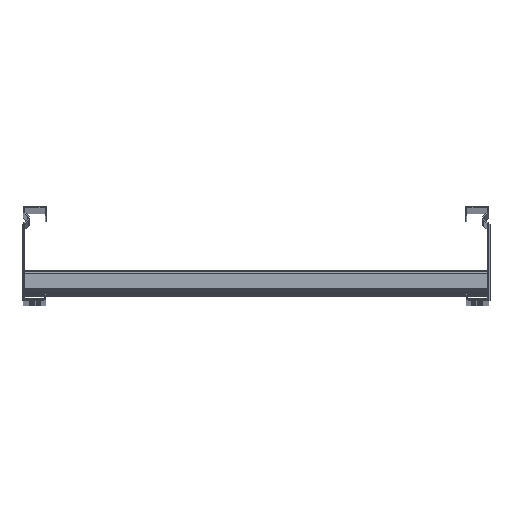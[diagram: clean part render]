
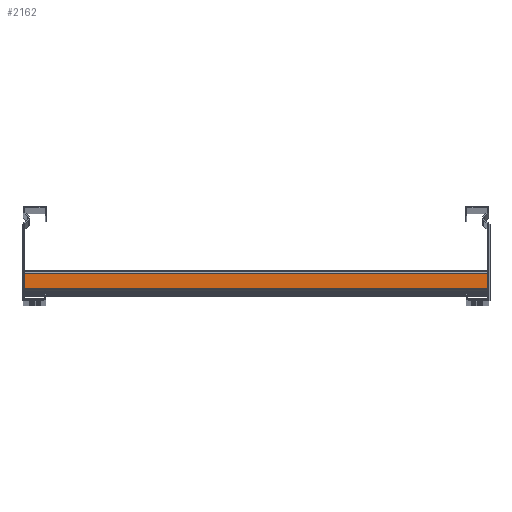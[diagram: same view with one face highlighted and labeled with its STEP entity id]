
A CAD part, top view. The second image highlights one B-rep face of the part: STEP entity #2162.
In plain terms, the highlighted face is planar.
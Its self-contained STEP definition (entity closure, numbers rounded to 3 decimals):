
#511 = CARTESIAN_POINT ( 'NONE',  ( 18., 2.5, -199. ) ) ;
#633 = CARTESIAN_POINT ( 'NONE',  ( 18., 2.5, 199. ) ) ;
#925 = LINE ( 'NONE', #13958, #11951 ) ;
#1594 = ORIENTED_EDGE ( 'NONE', *, *, #7068, .T. ) ;
#2162 = ADVANCED_FACE ( 'NONE', ( #6623 ), #9424, .T. ) ;
#3161 = DIRECTION ( 'NONE',  ( 0., -1., 0. ) ) ;
#3330 = EDGE_CURVE ( 'NONE', #17038, #13225, #3861, .T. ) ;
#3861 = LINE ( 'NONE', #14163, #19767 ) ;
#4402 = DIRECTION ( 'NONE',  ( 1., 0., 0. ) ) ;
#5993 = EDGE_CURVE ( 'NONE', #17038, #19130, #925, .T. ) ;
#6271 = VECTOR ( 'NONE', #20081, 1000. ) ;
#6380 = CARTESIAN_POINT ( 'NONE',  ( 18., 18., -199. ) ) ;
#6623 = FACE_OUTER_BOUND ( 'NONE', #12673, .T. ) ;
#7068 = EDGE_CURVE ( 'NONE', #13225, #15956, #10633, .T. ) ;
#8957 = DIRECTION ( 'NONE',  ( 0., 0., -1. ) ) ;
#9424 = PLANE ( 'NONE',  #17670 ) ;
#10633 = LINE ( 'NONE', #16732, #6271 ) ;
#11064 = CARTESIAN_POINT ( 'NONE',  ( 18., 18., 199. ) ) ;
#11951 = VECTOR ( 'NONE', #8957, 1000. ) ;
#12141 = ORIENTED_EDGE ( 'NONE', *, *, #18824, .F. ) ;
#12178 = CARTESIAN_POINT ( 'NONE',  ( 18., 15.5, -199. ) ) ;
#12673 = EDGE_LOOP ( 'NONE', ( #12141, #16213, #16073, #1594 ) ) ;
#13225 = VERTEX_POINT ( 'NONE', #633 ) ;
#13958 = CARTESIAN_POINT ( 'NONE',  ( 18., 15.5, 199. ) ) ;
#14163 = CARTESIAN_POINT ( 'NONE',  ( 18., 18., 199. ) ) ;
#15956 = VERTEX_POINT ( 'NONE', #511 ) ;
#16073 = ORIENTED_EDGE ( 'NONE', *, *, #3330, .T. ) ;
#16213 = ORIENTED_EDGE ( 'NONE', *, *, #5993, .F. ) ;
#16732 = CARTESIAN_POINT ( 'NONE',  ( 18., 2.5, 199. ) ) ;
#17038 = VERTEX_POINT ( 'NONE', #21072 ) ;
#17532 = DIRECTION ( 'NONE',  ( 0., 0., -1. ) ) ;
#17670 = AXIS2_PLACEMENT_3D ( 'NONE', #11064, #4402, #17532 ) ;
#18677 = VECTOR ( 'NONE', #3161, 1000. ) ;
#18824 = EDGE_CURVE ( 'NONE', #19130, #15956, #20210, .T. ) ;
#19055 = DIRECTION ( 'NONE',  ( 0., -1., 0. ) ) ;
#19130 = VERTEX_POINT ( 'NONE', #12178 ) ;
#19767 = VECTOR ( 'NONE', #19055, 1000. ) ;
#20081 = DIRECTION ( 'NONE',  ( 0., 0., -1. ) ) ;
#20210 = LINE ( 'NONE', #6380, #18677 ) ;
#21072 = CARTESIAN_POINT ( 'NONE',  ( 18., 15.5, 199. ) ) ;
